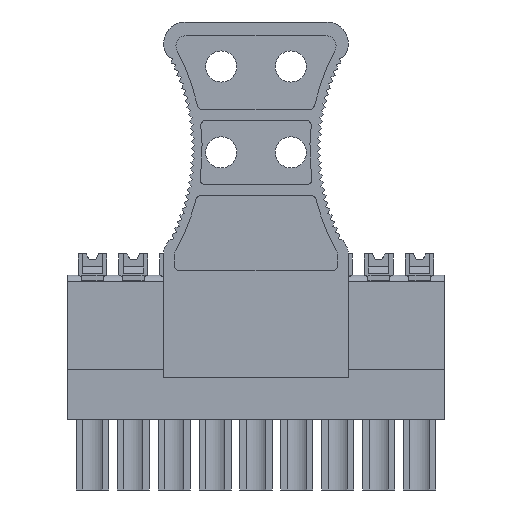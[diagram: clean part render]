
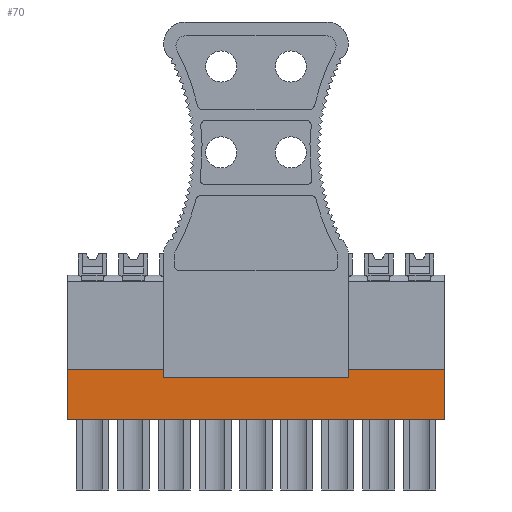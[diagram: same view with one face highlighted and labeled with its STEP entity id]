
A CAD part, front view. The second image highlights one B-rep face of the part: STEP entity #70.
In plain terms, the highlighted planar face has unit normal (0, -1, 0).
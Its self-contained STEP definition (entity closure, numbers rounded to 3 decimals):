
#34=AXIS2_PLACEMENT_3D('Plane Axis2P3D',#31,#32,#33) ;
#31=CARTESIAN_POINT('Axis2P3D Location',(0.,1.75,11.25)) ;
#36=CARTESIAN_POINT('Line Origine',(35.08,1.75,8.925)) ;
#40=CARTESIAN_POINT('Vertex',(35.08,1.75,6.6)) ;
#42=CARTESIAN_POINT('Vertex',(35.08,1.75,11.25)) ;
#45=CARTESIAN_POINT('Line Origine',(17.54,1.75,11.25)) ;
#49=CARTESIAN_POINT('Vertex',(0.,1.75,11.25)) ;
#52=CARTESIAN_POINT('Line Origine',(0.,1.75,8.925)) ;
#56=CARTESIAN_POINT('Vertex',(0.,1.75,6.6)) ;
#59=CARTESIAN_POINT('Line Origine',(17.54,1.75,6.6)) ;
#32=DIRECTION('Axis2P3D Direction',(0.,-1.,0.)) ;
#33=DIRECTION('Axis2P3D XDirection',(0.,0.,-1.)) ;
#37=DIRECTION('Vector Direction',(0.,0.,-1.)) ;
#46=DIRECTION('Vector Direction',(1.,0.,0.)) ;
#53=DIRECTION('Vector Direction',(0.,0.,-1.)) ;
#60=DIRECTION('Vector Direction',(1.,0.,0.)) ;
#38=VECTOR('Line Direction',#37,1.) ;
#47=VECTOR('Line Direction',#46,1.) ;
#54=VECTOR('Line Direction',#53,1.) ;
#61=VECTOR('Line Direction',#60,1.) ;
#65=ORIENTED_EDGE('',*,*,#44,.T.) ;
#66=ORIENTED_EDGE('',*,*,#51,.F.) ;
#67=ORIENTED_EDGE('',*,*,#58,.F.) ;
#68=ORIENTED_EDGE('',*,*,#63,.T.) ;
#70=ADVANCED_FACE('HOUSING',(#69),#35,.T.) ;
#44=EDGE_CURVE('',#41,#43,#39,.F.) ;
#51=EDGE_CURVE('',#50,#43,#48,.T.) ;
#58=EDGE_CURVE('',#57,#50,#55,.F.) ;
#63=EDGE_CURVE('',#57,#41,#62,.T.) ;
#64=EDGE_LOOP('',(#65,#66,#67,#68)) ;
#69=FACE_OUTER_BOUND('',#64,.T.) ;
#39=LINE('Line',#36,#38) ;
#48=LINE('Line',#45,#47) ;
#55=LINE('Line',#52,#54) ;
#62=LINE('Line',#59,#61) ;
#35=PLANE('',#34) ;
#41=VERTEX_POINT('',#40) ;
#43=VERTEX_POINT('',#42) ;
#50=VERTEX_POINT('',#49) ;
#57=VERTEX_POINT('',#56) ;
